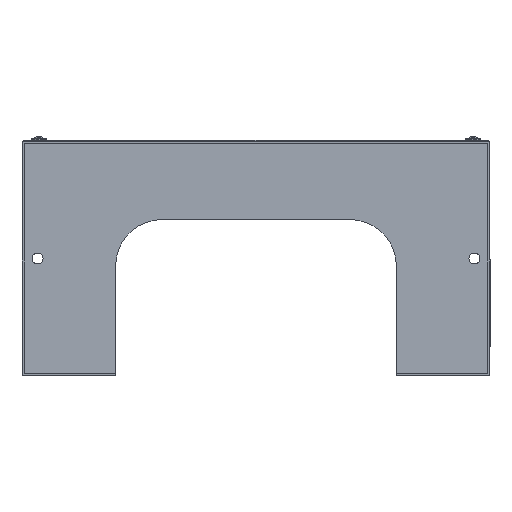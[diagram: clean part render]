
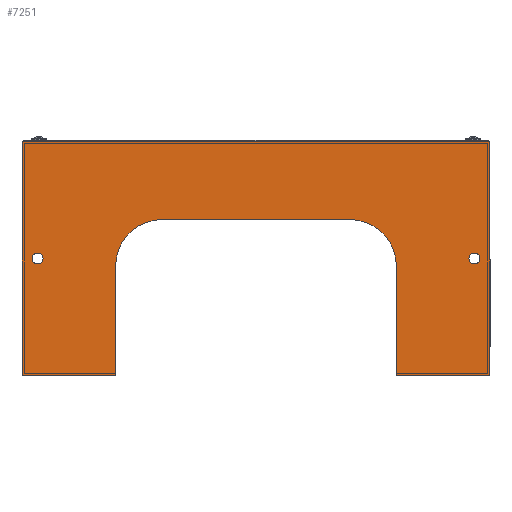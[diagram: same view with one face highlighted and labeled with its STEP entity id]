
A CAD part, front view. The second image highlights one B-rep face of the part: STEP entity #7251.
In plain terms, the highlighted planar face has unit normal (0, -1, 0).
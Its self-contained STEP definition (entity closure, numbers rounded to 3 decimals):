
#174 = CARTESIAN_POINT ( 'NONE',  ( -90., 0., -5. ) ) ;
#251 = DIRECTION ( 'NONE',  ( 0., 0., -1. ) ) ;
#299 = CARTESIAN_POINT ( 'NONE',  ( 0., 0., 0. ) ) ;
#315 = VECTOR ( 'NONE', #6163, 1000. ) ;
#594 = DIRECTION ( 'NONE',  ( 0., 0., 1. ) ) ;
#653 = ORIENTED_EDGE ( 'NONE', *, *, #816, .T. ) ;
#777 = VECTOR ( 'NONE', #9997, 1000. ) ;
#781 = CARTESIAN_POINT ( 'NONE',  ( 150., 0., -75. ) ) ;
#816 = EDGE_CURVE ( 'NONE', #6436, #7829, #1463, .T. ) ;
#885 = VECTOR ( 'NONE', #8233, 1000. ) ;
#1147 = EDGE_CURVE ( 'NONE', #10945, #2625, #2011, .T. ) ;
#1284 = CARTESIAN_POINT ( 'NONE',  ( 140., 0., 3.5 ) ) ;
#1297 = CARTESIAN_POINT ( 'NONE',  ( -150., 0., 75. ) ) ;
#1316 = DIRECTION ( 'NONE',  ( 0., 0., -1. ) ) ;
#1383 = ORIENTED_EDGE ( 'NONE', *, *, #11356, .F. ) ;
#1427 = CARTESIAN_POINT ( 'NONE',  ( -140., 0., -3.5 ) ) ;
#1455 = CARTESIAN_POINT ( 'NONE',  ( 60., 0., 25. ) ) ;
#1463 = LINE ( 'NONE', #9984, #3665 ) ;
#1502 = VERTEX_POINT ( 'NONE', #174 ) ;
#1514 = ORIENTED_EDGE ( 'NONE', *, *, #3052, .T. ) ;
#1666 = DIRECTION ( 'NONE',  ( 0., 0., -1. ) ) ;
#1810 = EDGE_CURVE ( 'NONE', #6747, #10046, #3895, .T. ) ;
#1814 = CARTESIAN_POINT ( 'NONE',  ( 90., 0., -75. ) ) ;
#1901 = DIRECTION ( 'NONE',  ( 0., 0., 1. ) ) ;
#1951 = EDGE_CURVE ( 'NONE', #6813, #2132, #6491, .T. ) ;
#1961 = CARTESIAN_POINT ( 'NONE',  ( 150., 0., 75. ) ) ;
#1966 = DIRECTION ( 'NONE',  ( 0., 0., -1. ) ) ;
#2011 = LINE ( 'NONE', #781, #9827 ) ;
#2132 = VERTEX_POINT ( 'NONE', #4928 ) ;
#2138 = CARTESIAN_POINT ( 'NONE',  ( -90., 0., 25. ) ) ;
#2167 = VERTEX_POINT ( 'NONE', #6077 ) ;
#2186 = CIRCLE ( 'NONE', #10306, 3.5 ) ;
#2219 = DIRECTION ( 'NONE',  ( 0., 0., -1. ) ) ;
#2228 = DIRECTION ( 'NONE',  ( 0., 1., 0. ) ) ;
#2464 = EDGE_CURVE ( 'NONE', #9996, #6484, #4561, .T. ) ;
#2511 = VERTEX_POINT ( 'NONE', #7299 ) ;
#2575 = AXIS2_PLACEMENT_3D ( 'NONE', #5456, #10015, #251 ) ;
#2625 = VERTEX_POINT ( 'NONE', #9298 ) ;
#2859 = DIRECTION ( 'NONE',  ( 0., 1., 0. ) ) ;
#2989 = CARTESIAN_POINT ( 'NONE',  ( -150., 0., -75. ) ) ;
#3052 = EDGE_CURVE ( 'NONE', #2167, #9491, #4821, .T. ) ;
#3159 = AXIS2_PLACEMENT_3D ( 'NONE', #9897, #5538, #1966 ) ;
#3274 = AXIS2_PLACEMENT_3D ( 'NONE', #4688, #8972, #10735 ) ;
#3323 = CARTESIAN_POINT ( 'NONE',  ( -90., 0., -75. ) ) ;
#3425 = EDGE_LOOP ( 'NONE', ( #6228, #7074, #1514, #7572, #653, #1383, #4451, #3922, #4121, #10157 ) ) ;
#3441 = FACE_BOUND ( 'NONE', #10078, .T. ) ;
#3448 = DIRECTION ( 'NONE',  ( -1., 0., 0. ) ) ;
#3665 = VECTOR ( 'NONE', #8345, 1000. ) ;
#3689 = VECTOR ( 'NONE', #594, 1000. ) ;
#3895 = LINE ( 'NONE', #5135, #11164 ) ;
#3919 = CARTESIAN_POINT ( 'NONE',  ( -140., 0., 0. ) ) ;
#3921 = EDGE_CURVE ( 'NONE', #2132, #6813, #2186, .T. ) ;
#3922 = ORIENTED_EDGE ( 'NONE', *, *, #10462, .F. ) ;
#3949 = LINE ( 'NONE', #2989, #777 ) ;
#4080 = CARTESIAN_POINT ( 'NONE',  ( -90., 0., -75. ) ) ;
#4121 = ORIENTED_EDGE ( 'NONE', *, *, #8934, .F. ) ;
#4251 = EDGE_CURVE ( 'NONE', #9491, #6436, #10801, .T. ) ;
#4291 = CIRCLE ( 'NONE', #3159, 3.5 ) ;
#4359 = EDGE_CURVE ( 'NONE', #1502, #2167, #9432, .T. ) ;
#4451 = ORIENTED_EDGE ( 'NONE', *, *, #1147, .F. ) ;
#4561 = CIRCLE ( 'NONE', #2575, 3.5 ) ;
#4688 = CARTESIAN_POINT ( 'NONE',  ( 60., 0., -5. ) ) ;
#4821 = LINE ( 'NONE', #2138, #6742 ) ;
#4928 = CARTESIAN_POINT ( 'NONE',  ( -140., 0., 3.5 ) ) ;
#5002 = CARTESIAN_POINT ( 'NONE',  ( -140., 0., 0. ) ) ;
#5135 = CARTESIAN_POINT ( 'NONE',  ( -150., 0., -75. ) ) ;
#5144 = CARTESIAN_POINT ( 'NONE',  ( -150., 0., -75. ) ) ;
#5231 = EDGE_CURVE ( 'NONE', #6484, #9996, #4291, .T. ) ;
#5241 = AXIS2_PLACEMENT_3D ( 'NONE', #5602, #2228, #11012 ) ;
#5269 = ORIENTED_EDGE ( 'NONE', *, *, #5231, .F. ) ;
#5456 = CARTESIAN_POINT ( 'NONE',  ( 140., 0., 0. ) ) ;
#5473 = PLANE ( 'NONE',  #9475 ) ;
#5538 = DIRECTION ( 'NONE',  ( 0., -1., 0. ) ) ;
#5602 = CARTESIAN_POINT ( 'NONE',  ( -60., 0., -5. ) ) ;
#5711 = DIRECTION ( 'NONE',  ( 0., -1., 0. ) ) ;
#6077 = CARTESIAN_POINT ( 'NONE',  ( -60., 0., 25. ) ) ;
#6163 = DIRECTION ( 'NONE',  ( -1., 0., 0. ) ) ;
#6228 = ORIENTED_EDGE ( 'NONE', *, *, #6716, .T. ) ;
#6378 = CARTESIAN_POINT ( 'NONE',  ( 90., 0., -5. ) ) ;
#6436 = VERTEX_POINT ( 'NONE', #6378 ) ;
#6484 = VERTEX_POINT ( 'NONE', #10708 ) ;
#6491 = CIRCLE ( 'NONE', #8824, 3.5 ) ;
#6544 = DIRECTION ( 'NONE',  ( 1., 0., 0. ) ) ;
#6716 = EDGE_CURVE ( 'NONE', #6747, #1502, #8348, .T. ) ;
#6742 = VECTOR ( 'NONE', #6544, 1000. ) ;
#6747 = VERTEX_POINT ( 'NONE', #4080 ) ;
#6781 = LINE ( 'NONE', #1297, #885 ) ;
#6797 = ORIENTED_EDGE ( 'NONE', *, *, #1951, .F. ) ;
#6813 = VERTEX_POINT ( 'NONE', #1427 ) ;
#7074 = ORIENTED_EDGE ( 'NONE', *, *, #4359, .T. ) ;
#7136 = FACE_BOUND ( 'NONE', #7792, .T. ) ;
#7251 = ADVANCED_FACE ( 'NONE', ( #10980, #7136, #3441 ), #5473, .F. ) ;
#7299 = CARTESIAN_POINT ( 'NONE',  ( -150., 0., 75. ) ) ;
#7304 = CARTESIAN_POINT ( 'NONE',  ( -150., 0., -75. ) ) ;
#7572 = ORIENTED_EDGE ( 'NONE', *, *, #4251, .T. ) ;
#7590 = LINE ( 'NONE', #5144, #315 ) ;
#7792 = EDGE_LOOP ( 'NONE', ( #5269, #11146 ) ) ;
#7829 = VERTEX_POINT ( 'NONE', #1814 ) ;
#8233 = DIRECTION ( 'NONE',  ( 1., 0., 0. ) ) ;
#8345 = DIRECTION ( 'NONE',  ( 0., 0., -1. ) ) ;
#8348 = LINE ( 'NONE', #3323, #3689 ) ;
#8417 = DIRECTION ( 'NONE',  ( 0., -1., 0. ) ) ;
#8824 = AXIS2_PLACEMENT_3D ( 'NONE', #3919, #5711, #2219 ) ;
#8934 = EDGE_CURVE ( 'NONE', #10046, #2511, #3949, .T. ) ;
#8972 = DIRECTION ( 'NONE',  ( 0., 1., 0. ) ) ;
#9298 = CARTESIAN_POINT ( 'NONE',  ( 150., 0., -75. ) ) ;
#9432 = CIRCLE ( 'NONE', #5241, 30. ) ;
#9475 = AXIS2_PLACEMENT_3D ( 'NONE', #299, #2859, #1901 ) ;
#9491 = VERTEX_POINT ( 'NONE', #1455 ) ;
#9827 = VECTOR ( 'NONE', #1666, 1000. ) ;
#9897 = CARTESIAN_POINT ( 'NONE',  ( 140., 0., 0. ) ) ;
#9984 = CARTESIAN_POINT ( 'NONE',  ( 90., 0., -75. ) ) ;
#9996 = VERTEX_POINT ( 'NONE', #1284 ) ;
#9997 = DIRECTION ( 'NONE',  ( 0., 0., 1. ) ) ;
#10015 = DIRECTION ( 'NONE',  ( 0., -1., 0. ) ) ;
#10046 = VERTEX_POINT ( 'NONE', #7304 ) ;
#10078 = EDGE_LOOP ( 'NONE', ( #6797, #11089 ) ) ;
#10157 = ORIENTED_EDGE ( 'NONE', *, *, #1810, .F. ) ;
#10306 = AXIS2_PLACEMENT_3D ( 'NONE', #5002, #8417, #1316 ) ;
#10462 = EDGE_CURVE ( 'NONE', #2511, #10945, #6781, .T. ) ;
#10708 = CARTESIAN_POINT ( 'NONE',  ( 140., 0., -3.5 ) ) ;
#10735 = DIRECTION ( 'NONE',  ( 0., 0., 1. ) ) ;
#10801 = CIRCLE ( 'NONE', #3274, 30. ) ;
#10945 = VERTEX_POINT ( 'NONE', #1961 ) ;
#10980 = FACE_OUTER_BOUND ( 'NONE', #3425, .T. ) ;
#11012 = DIRECTION ( 'NONE',  ( 0., 0., 1. ) ) ;
#11089 = ORIENTED_EDGE ( 'NONE', *, *, #3921, .F. ) ;
#11146 = ORIENTED_EDGE ( 'NONE', *, *, #2464, .F. ) ;
#11164 = VECTOR ( 'NONE', #3448, 1000. ) ;
#11356 = EDGE_CURVE ( 'NONE', #2625, #7829, #7590, .T. ) ;
